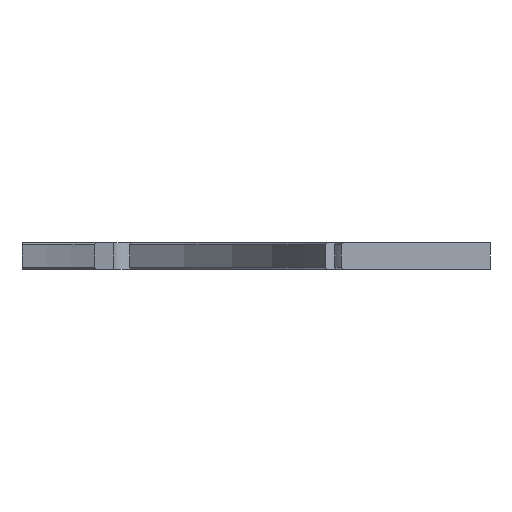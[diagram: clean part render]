
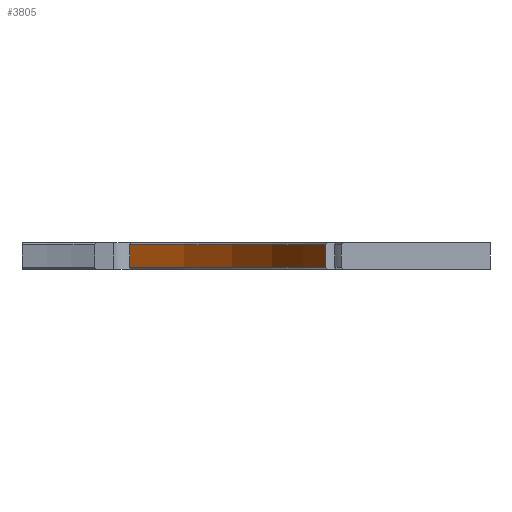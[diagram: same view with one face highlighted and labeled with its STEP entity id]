
A CAD part, front view. The second image highlights one B-rep face of the part: STEP entity #3805.
In plain terms, the highlighted cylindrical face has radius 157.963 mm (diameter 315.925 mm), a partial arc.
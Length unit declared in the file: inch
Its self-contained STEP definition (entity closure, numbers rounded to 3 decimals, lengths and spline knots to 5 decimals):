
#41 = DIRECTION ( 'NONE',  ( 0., 0., 1. ) ) ;
#155 = DIRECTION ( 'NONE',  ( 0., 0., 1. ) ) ;
#379 = VERTEX_POINT ( 'NONE', #5449 ) ;
#599 = CARTESIAN_POINT ( 'NONE',  ( 0., 0., -0.031 ) ) ;
#665 = AXIS2_PLACEMENT_3D ( 'NONE', #4449, #2467, #1889 ) ;
#882 = FACE_OUTER_BOUND ( 'NONE', #4231, .T. ) ;
#963 = CARTESIAN_POINT ( 'NONE',  ( 3.2347, 5.31156, -0.031 ) ) ;
#1195 = EDGE_CURVE ( 'NONE', #3549, #5174, #4907, .T. ) ;
#1370 = CYLINDRICAL_SURFACE ( 'NONE', #5322, 6.219 ) ;
#1632 = VERTEX_POINT ( 'NONE', #5165 ) ;
#1746 = EDGE_CURVE ( 'NONE', #1632, #5174, #4972, .T. ) ;
#1889 = DIRECTION ( 'NONE',  ( 1., 0., 0. ) ) ;
#2413 = VECTOR ( 'NONE', #41, 39.37008 ) ;
#2467 = DIRECTION ( 'NONE',  ( 0., 0., -1. ) ) ;
#2491 = CARTESIAN_POINT ( 'NONE',  ( 3.2347, 5.31156, -0.3735 ) ) ;
#2566 = ORIENTED_EDGE ( 'NONE', *, *, #3950, .T. ) ;
#2735 = AXIS2_PLACEMENT_3D ( 'NONE', #599, #155, #5604 ) ;
#3318 = ORIENTED_EDGE ( 'NONE', *, *, #1195, .T. ) ;
#3451 = CIRCLE ( 'NONE', #665, 6.219 ) ;
#3549 = VERTEX_POINT ( 'NONE', #5276 ) ;
#3805 = ADVANCED_FACE ( 'NONE', ( #882 ), #1370, .F. ) ;
#3950 = EDGE_CURVE ( 'NONE', #1632, #379, #3451, .T. ) ;
#4231 = EDGE_LOOP ( 'NONE', ( #2566, #5648, #3318, #4433 ) ) ;
#4418 = DIRECTION ( 'NONE',  ( 0., 0., 1. ) ) ;
#4433 = ORIENTED_EDGE ( 'NONE', *, *, #1746, .F. ) ;
#4449 = CARTESIAN_POINT ( 'NONE',  ( 0., 0., -0.3425 ) ) ;
#4752 = DIRECTION ( 'NONE',  ( 0., 0., 1. ) ) ;
#4907 = CIRCLE ( 'NONE', #2735, 6.219 ) ;
#4972 = LINE ( 'NONE', #2491, #2413 ) ;
#5165 = CARTESIAN_POINT ( 'NONE',  ( 3.2347, 5.31156, -0.3425 ) ) ;
#5174 = VERTEX_POINT ( 'NONE', #963 ) ;
#5242 = DIRECTION ( 'NONE',  ( 1., 0., 0. ) ) ;
#5276 = CARTESIAN_POINT ( 'NONE',  ( 5.99883, 1.64011, -0.031 ) ) ;
#5322 = AXIS2_PLACEMENT_3D ( 'NONE', #6220, #4752, #5242 ) ;
#5449 = CARTESIAN_POINT ( 'NONE',  ( 5.99883, 1.64011, -0.3425 ) ) ;
#5604 = DIRECTION ( 'NONE',  ( 1., 0., 0. ) ) ;
#5648 = ORIENTED_EDGE ( 'NONE', *, *, #6062, .T. ) ;
#6062 = EDGE_CURVE ( 'NONE', #379, #3549, #6305, .T. ) ;
#6220 = CARTESIAN_POINT ( 'NONE',  ( 0., 0., -0.3735 ) ) ;
#6305 = LINE ( 'NONE', #6369, #6334 ) ;
#6334 = VECTOR ( 'NONE', #4418, 39.37008 ) ;
#6369 = CARTESIAN_POINT ( 'NONE',  ( 5.99883, 1.64011, -0.3735 ) ) ;
